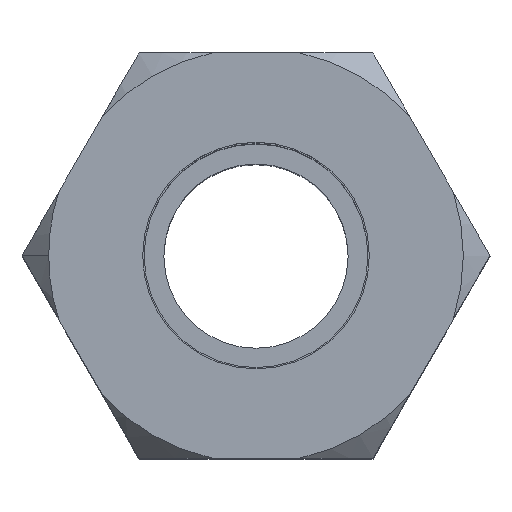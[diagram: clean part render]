
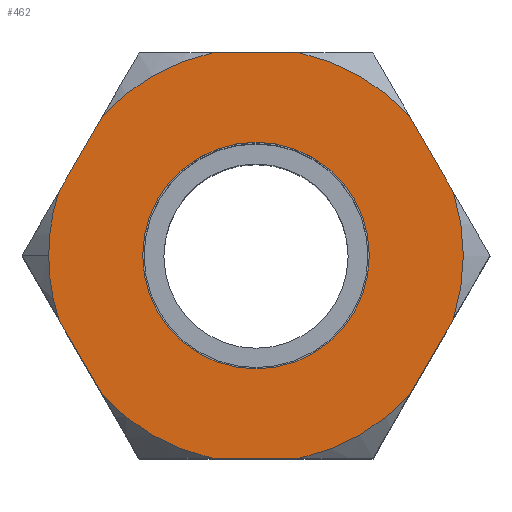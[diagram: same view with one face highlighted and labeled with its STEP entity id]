
A CAD part, top view. The second image highlights one B-rep face of the part: STEP entity #462.
In plain terms, the highlighted planar face has unit normal (0, 0, 1).
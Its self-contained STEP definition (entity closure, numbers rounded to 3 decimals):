
#17 = EDGE_CURVE ( 'NONE', #18, #61, #492, .T. ) ;
#18 = VERTEX_POINT ( 'NONE', #487 ) ;
#21 = VERTEX_POINT ( 'NONE', #484 ) ;
#27 = VERTEX_POINT ( 'NONE', #529 ) ;
#58 = EDGE_CURVE ( 'NONE', #27, #21, #609, .T. ) ;
#60 = VERTEX_POINT ( 'NONE', #604 ) ;
#61 = VERTEX_POINT ( 'NONE', #603 ) ;
#70 = EDGE_CURVE ( 'NONE', #71, #60, #640, .T. ) ;
#71 = VERTEX_POINT ( 'NONE', #641 ) ;
#76 = EDGE_CURVE ( 'NONE', #77, #78, #674, .T. ) ;
#77 = VERTEX_POINT ( 'NONE', #669 ) ;
#78 = VERTEX_POINT ( 'NONE', #668 ) ;
#98 = VERTEX_POINT ( 'NONE', #690 ) ;
#109 = VERTEX_POINT ( 'NONE', #718 ) ;
#113 = EDGE_CURVE ( 'NONE', #98, #419, #770, .T. ) ;
#218 = EDGE_CURVE ( 'NONE', #433, #109, #874, .T. ) ;
#220 = ORIENTED_EDGE ( 'NONE', *, *, #418, .T. ) ;
#221 = ORIENTED_EDGE ( 'NONE', *, *, #218, .T. ) ;
#222 = ORIENTED_EDGE ( 'NONE', *, *, #227, .T. ) ;
#224 = ORIENTED_EDGE ( 'NONE', *, *, #113, .T. ) ;
#227 = EDGE_CURVE ( 'NONE', #78, #98, #919, .T. ) ;
#369 = VERTEX_POINT ( 'NONE', #1171 ) ;
#416 = VERTEX_POINT ( 'NONE', #1254 ) ;
#418 = EDGE_CURVE ( 'NONE', #419, #433, #1249, .T. ) ;
#419 = VERTEX_POINT ( 'NONE', #1244 ) ;
#423 = EDGE_CURVE ( 'NONE', #416, #429, #1297, .T. ) ;
#429 = VERTEX_POINT ( 'NONE', #1290 ) ;
#433 = VERTEX_POINT ( 'NONE', #1277 ) ;
#441 = EDGE_CURVE ( 'NONE', #429, #416, #1314, .T. ) ;
#442 = ORIENTED_EDGE ( 'NONE', *, *, #423, .F. ) ;
#443 = EDGE_LOOP ( 'NONE', ( #444, #452, #451, #449, #446, #447, #445, #3209, #3208, #222, #224, #220, #221 ) ) ;
#444 = ORIENTED_EDGE ( 'NONE', *, *, #454, .T. ) ;
#445 = ORIENTED_EDGE ( 'NONE', *, *, #17, .T. ) ;
#446 = ORIENTED_EDGE ( 'NONE', *, *, #70, .T. ) ;
#447 = ORIENTED_EDGE ( 'NONE', *, *, #450, .T. ) ;
#448 = EDGE_CURVE ( 'NONE', #21, #71, #1309, .T. ) ;
#449 = ORIENTED_EDGE ( 'NONE', *, *, #448, .T. ) ;
#450 = EDGE_CURVE ( 'NONE', #60, #18, #1305, .T. ) ;
#451 = ORIENTED_EDGE ( 'NONE', *, *, #58, .T. ) ;
#452 = ORIENTED_EDGE ( 'NONE', *, *, #453, .T. ) ;
#453 = EDGE_CURVE ( 'NONE', #369, #27, #1301, .T. ) ;
#454 = EDGE_CURVE ( 'NONE', #109, #369, #1357, .T. ) ;
#461 = ORIENTED_EDGE ( 'NONE', *, *, #441, .F. ) ;
#462 = ADVANCED_FACE ( 'NONE', ( #1351, #1350 ), #1349, .F. ) ;
#463 = EDGE_LOOP ( 'NONE', ( #461, #442 ) ) ;
#484 = CARTESIAN_POINT ( 'NONE',  ( 8.339, -7.556, 23.25 ) ) ;
#487 = CARTESIAN_POINT ( 'NONE',  ( 8.339, 7.556, 23.25 ) ) ;
#488 = DIRECTION ( 'NONE',  ( 1., 0., 0. ) ) ;
#489 = DIRECTION ( 'NONE',  ( 0., 0., 1. ) ) ;
#490 = CARTESIAN_POINT ( 'NONE',  ( 0., 0., 23.25 ) ) ;
#491 = AXIS2_PLACEMENT_3D ( 'NONE', #490, #489, #488 ) ;
#492 = CIRCLE ( 'NONE', #491, 11.253 ) ;
#504 = EDGE_CURVE ( 'NONE', #61, #77, #1367, .T. ) ;
#529 = CARTESIAN_POINT ( 'NONE',  ( 2.375, -11., 23.25 ) ) ;
#603 = CARTESIAN_POINT ( 'NONE',  ( 2.375, 11., 23.25 ) ) ;
#604 = CARTESIAN_POINT ( 'NONE',  ( 10.714, 3.444, 23.25 ) ) ;
#605 = DIRECTION ( 'NONE',  ( 1., 0., 0. ) ) ;
#606 = DIRECTION ( 'NONE',  ( 0., 0., 1. ) ) ;
#607 = CARTESIAN_POINT ( 'NONE',  ( 0., 0., 23.25 ) ) ;
#608 = AXIS2_PLACEMENT_3D ( 'NONE', #607, #606, #605 ) ;
#609 = CIRCLE ( 'NONE', #608, 11.253 ) ;
#628 = DIRECTION ( 'NONE',  ( 1., 0., 0. ) ) ;
#629 = DIRECTION ( 'NONE',  ( 0., 0., 1. ) ) ;
#630 = CARTESIAN_POINT ( 'NONE',  ( 0., 0., 23.25 ) ) ;
#631 = AXIS2_PLACEMENT_3D ( 'NONE', #630, #629, #628 ) ;
#640 = CIRCLE ( 'NONE', #631, 11.253 ) ;
#641 = CARTESIAN_POINT ( 'NONE',  ( 10.714, -3.444, 23.25 ) ) ;
#668 = CARTESIAN_POINT ( 'NONE',  ( -8.339, 7.556, 23.25 ) ) ;
#669 = CARTESIAN_POINT ( 'NONE',  ( -2.375, 11., 23.25 ) ) ;
#670 = DIRECTION ( 'NONE',  ( 1., 0., 0. ) ) ;
#671 = DIRECTION ( 'NONE',  ( 0., 0., 1. ) ) ;
#672 = CARTESIAN_POINT ( 'NONE',  ( 0., 0., 23.25 ) ) ;
#673 = AXIS2_PLACEMENT_3D ( 'NONE', #672, #671, #670 ) ;
#674 = CIRCLE ( 'NONE', #673, 11.253 ) ;
#690 = CARTESIAN_POINT ( 'NONE',  ( -10.714, 3.444, 23.25 ) ) ;
#718 = CARTESIAN_POINT ( 'NONE',  ( -8.339, -7.556, 23.25 ) ) ;
#766 = DIRECTION ( 'NONE',  ( 1., 0., 0. ) ) ;
#767 = DIRECTION ( 'NONE',  ( 0., 0., 1. ) ) ;
#768 = CARTESIAN_POINT ( 'NONE',  ( 0., 0., 23.25 ) ) ;
#769 = AXIS2_PLACEMENT_3D ( 'NONE', #768, #767, #766 ) ;
#770 = CIRCLE ( 'NONE', #769, 11.253 ) ;
#871 = DIRECTION ( 'NONE',  ( 0.5, -0.866, 0. ) ) ;
#872 = VECTOR ( 'NONE', #871, 1000. ) ;
#873 = CARTESIAN_POINT ( 'NONE',  ( -12.702, 0., 23.25 ) ) ;
#874 = LINE ( 'NONE', #873, #872 ) ;
#916 = DIRECTION ( 'NONE',  ( -0.5, -0.866, 0. ) ) ;
#917 = VECTOR ( 'NONE', #916, 1000. ) ;
#918 = CARTESIAN_POINT ( 'NONE',  ( -6.351, 11., 23.25 ) ) ;
#919 = LINE ( 'NONE', #918, #917 ) ;
#1171 = CARTESIAN_POINT ( 'NONE',  ( -2.375, -11., 23.25 ) ) ;
#1244 = CARTESIAN_POINT ( 'NONE',  ( -11.253, 0., 23.25 ) ) ;
#1245 = DIRECTION ( 'NONE',  ( 1., 0., 0. ) ) ;
#1246 = DIRECTION ( 'NONE',  ( 0., 0., 1. ) ) ;
#1247 = CARTESIAN_POINT ( 'NONE',  ( 0., 0., 23.25 ) ) ;
#1248 = AXIS2_PLACEMENT_3D ( 'NONE', #1247, #1246, #1245 ) ;
#1249 = CIRCLE ( 'NONE', #1248, 11.253 ) ;
#1254 = CARTESIAN_POINT ( 'NONE',  ( -6.15, 0., 23.25 ) ) ;
#1277 = CARTESIAN_POINT ( 'NONE',  ( -10.714, -3.444, 23.25 ) ) ;
#1290 = CARTESIAN_POINT ( 'NONE',  ( 6.15, 0., 23.25 ) ) ;
#1293 = DIRECTION ( 'NONE',  ( 1., 0., 0. ) ) ;
#1294 = DIRECTION ( 'NONE',  ( 0., 0., 1. ) ) ;
#1295 = CARTESIAN_POINT ( 'NONE',  ( 0., 0., 23.25 ) ) ;
#1296 = AXIS2_PLACEMENT_3D ( 'NONE', #1295, #1294, #1293 ) ;
#1297 = CIRCLE ( 'NONE', #1296, 6.15 ) ;
#1298 = DIRECTION ( 'NONE',  ( 1., 0., 0. ) ) ;
#1299 = VECTOR ( 'NONE', #1298, 1000. ) ;
#1300 = CARTESIAN_POINT ( 'NONE',  ( -6.351, -11., 23.25 ) ) ;
#1301 = LINE ( 'NONE', #1300, #1299 ) ;
#1302 = DIRECTION ( 'NONE',  ( -0.5, 0.866, 0. ) ) ;
#1303 = VECTOR ( 'NONE', #1302, 1000. ) ;
#1304 = CARTESIAN_POINT ( 'NONE',  ( 12.702, 0., 23.25 ) ) ;
#1305 = LINE ( 'NONE', #1304, #1303 ) ;
#1306 = DIRECTION ( 'NONE',  ( 0.5, 0.866, 0. ) ) ;
#1307 = VECTOR ( 'NONE', #1306, 1000. ) ;
#1308 = CARTESIAN_POINT ( 'NONE',  ( 6.351, -11., 23.25 ) ) ;
#1309 = LINE ( 'NONE', #1308, #1307 ) ;
#1310 = DIRECTION ( 'NONE',  ( 1., 0., 0. ) ) ;
#1311 = DIRECTION ( 'NONE',  ( 0., 0., 1. ) ) ;
#1312 = CARTESIAN_POINT ( 'NONE',  ( 0., 0., 23.25 ) ) ;
#1313 = AXIS2_PLACEMENT_3D ( 'NONE', #1312, #1311, #1310 ) ;
#1314 = CIRCLE ( 'NONE', #1313, 6.15 ) ;
#1345 = DIRECTION ( 'NONE',  ( -1., 0., 0. ) ) ;
#1346 = DIRECTION ( 'NONE',  ( 0., 0., -1. ) ) ;
#1347 = AXIS2_PLACEMENT_3D ( 'NONE', #1348, #1346, #1345 ) ;
#1348 = CARTESIAN_POINT ( 'NONE',  ( 0., 11.253, 23.25 ) ) ;
#1349 = PLANE ( 'NONE',  #1347 ) ;
#1350 = FACE_OUTER_BOUND ( 'NONE', #443, .T. ) ;
#1351 = FACE_BOUND ( 'NONE', #463, .T. ) ;
#1353 = DIRECTION ( 'NONE',  ( 1., 0., 0. ) ) ;
#1354 = DIRECTION ( 'NONE',  ( 0., 0., 1. ) ) ;
#1355 = CARTESIAN_POINT ( 'NONE',  ( 0., 0., 23.25 ) ) ;
#1356 = AXIS2_PLACEMENT_3D ( 'NONE', #1355, #1354, #1353 ) ;
#1357 = CIRCLE ( 'NONE', #1356, 11.253 ) ;
#1364 = DIRECTION ( 'NONE',  ( -1., 0., 0. ) ) ;
#1365 = VECTOR ( 'NONE', #1364, 1000. ) ;
#1366 = CARTESIAN_POINT ( 'NONE',  ( 6.351, 11., 23.25 ) ) ;
#1367 = LINE ( 'NONE', #1366, #1365 ) ;
#3208 = ORIENTED_EDGE ( 'NONE', *, *, #76, .T. ) ;
#3209 = ORIENTED_EDGE ( 'NONE', *, *, #504, .T. ) ;
